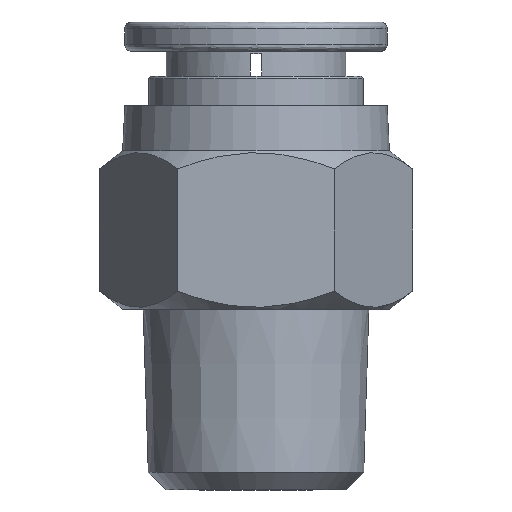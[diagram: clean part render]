
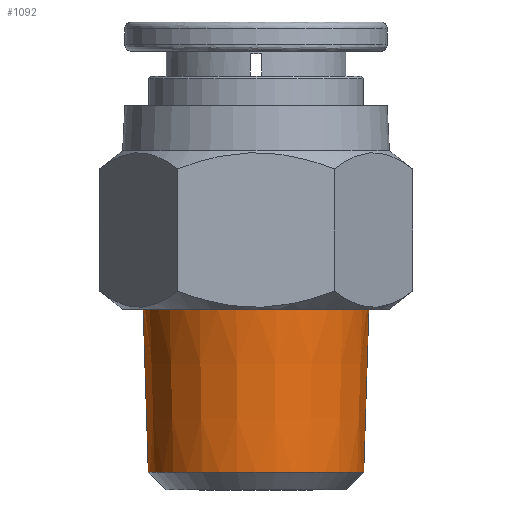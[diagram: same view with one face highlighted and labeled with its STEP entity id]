
A CAD part, front view. The second image highlights one B-rep face of the part: STEP entity #1092.
In plain terms, the highlighted conical face has half-angle 1.79 degrees and reference radius 4.99 mm.
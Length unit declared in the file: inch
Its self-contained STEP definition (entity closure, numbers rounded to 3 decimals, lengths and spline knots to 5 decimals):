
#183 = DIRECTION ( 'NONE',  ( -0.031, 0., 1. ) ) ;
#189 = CIRCLE ( 'NONE', #2016, 0.19646 ) ;
#385 = CIRCLE ( 'NONE', #1601, 0.18757 ) ;
#439 = ORIENTED_EDGE ( 'NONE', *, *, #2616, .T. ) ;
#573 = CARTESIAN_POINT ( 'NONE',  ( 0., 1.1811, 0.18799 ) ) ;
#847 = EDGE_LOOP ( 'NONE', ( #1712, #1121, #439, #1934 ) ) ;
#1070 = EDGE_CURVE ( 'NONE', #1356, #2397, #385, .T. ) ;
#1092 = ADVANCED_FACE ( 'NONE', ( #2551 ), #1421, .T. ) ;
#1121 = ORIENTED_EDGE ( 'NONE', *, *, #1070, .F. ) ;
#1175 = CARTESIAN_POINT ( 'NONE',  ( 0.19646, 1.1811, 0.47244 ) ) ;
#1214 = VERTEX_POINT ( 'NONE', #1425 ) ;
#1356 = VERTEX_POINT ( 'NONE', #1490 ) ;
#1358 = CARTESIAN_POINT ( 'NONE',  ( 0., 1.1811, 0.47244 ) ) ;
#1368 = DIRECTION ( 'NONE',  ( 0., 0., 1. ) ) ;
#1421 = CONICAL_SURFACE ( 'NONE', #3155, 0.19646, 0.031 ) ;
#1425 = CARTESIAN_POINT ( 'NONE',  ( 0.19646, 1.1811, 0.47244 ) ) ;
#1490 = CARTESIAN_POINT ( 'NONE',  ( 0.18757, 1.1811, 0.18799 ) ) ;
#1530 = LINE ( 'NONE', #1175, #2243 ) ;
#1601 = AXIS2_PLACEMENT_3D ( 'NONE', #573, #2543, #2281 ) ;
#1652 = CARTESIAN_POINT ( 'NONE',  ( -0.19646, 1.1811, 0.47244 ) ) ;
#1672 = CARTESIAN_POINT ( 'NONE',  ( -0.19646, 1.1811, 0.47244 ) ) ;
#1712 = ORIENTED_EDGE ( 'NONE', *, *, #1820, .F. ) ;
#1715 = EDGE_CURVE ( 'NONE', #1214, #2713, #189, .T. ) ;
#1820 = EDGE_CURVE ( 'NONE', #2397, #2713, #2111, .T. ) ;
#1827 = CARTESIAN_POINT ( 'NONE',  ( -0.18757, 1.1811, 0.18799 ) ) ;
#1934 = ORIENTED_EDGE ( 'NONE', *, *, #1715, .T. ) ;
#2016 = AXIS2_PLACEMENT_3D ( 'NONE', #1358, #2107, #2115 ) ;
#2107 = DIRECTION ( 'NONE',  ( 0., 0., -1. ) ) ;
#2111 = LINE ( 'NONE', #1672, #2618 ) ;
#2115 = DIRECTION ( 'NONE',  ( 1., 0., 0. ) ) ;
#2243 = VECTOR ( 'NONE', #2615, 39.37008 ) ;
#2281 = DIRECTION ( 'NONE',  ( 1., 0., 0. ) ) ;
#2397 = VERTEX_POINT ( 'NONE', #1827 ) ;
#2543 = DIRECTION ( 'NONE',  ( 0., 0., -1. ) ) ;
#2551 = FACE_OUTER_BOUND ( 'NONE', #847, .T. ) ;
#2615 = DIRECTION ( 'NONE',  ( 0.031, 0., 1. ) ) ;
#2616 = EDGE_CURVE ( 'NONE', #1356, #1214, #1530, .T. ) ;
#2618 = VECTOR ( 'NONE', #183, 39.37008 ) ;
#2713 = VERTEX_POINT ( 'NONE', #1652 ) ;
#2764 = CARTESIAN_POINT ( 'NONE',  ( 0., 1.1811, 0.47244 ) ) ;
#3058 = DIRECTION ( 'NONE',  ( 1., 0., 0. ) ) ;
#3155 = AXIS2_PLACEMENT_3D ( 'NONE', #2764, #1368, #3058 ) ;
